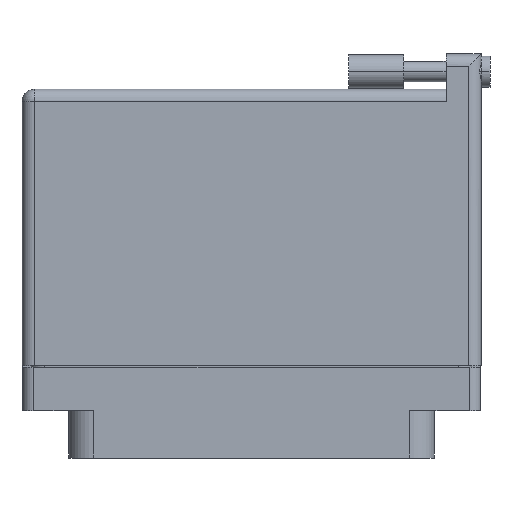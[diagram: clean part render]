
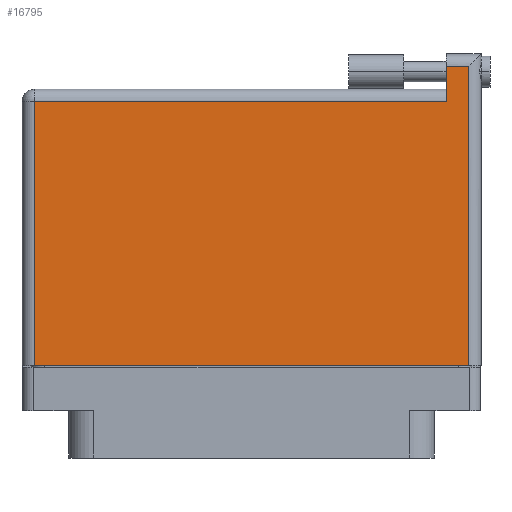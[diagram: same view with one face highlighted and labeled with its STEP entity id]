
A CAD part, front view. The second image highlights one B-rep face of the part: STEP entity #16795.
In plain terms, the highlighted face is planar.
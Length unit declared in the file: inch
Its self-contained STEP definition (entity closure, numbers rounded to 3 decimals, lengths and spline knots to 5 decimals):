
#2 = VECTOR ( 'NONE', #19397, 39.37008 ) ;
#178 = EDGE_CURVE ( 'NONE', #30361, #22543, #19010, .T. ) ;
#1047 = FACE_OUTER_BOUND ( 'NONE', #30592, .T. ) ;
#1889 = ORIENTED_EDGE ( 'NONE', *, *, #16735, .T. ) ;
#2868 = VECTOR ( 'NONE', #11886, 39.37008 ) ;
#3274 = CARTESIAN_POINT ( 'NONE',  ( 1.103, 1.396, 0.4495 ) ) ;
#4841 = EDGE_CURVE ( 'NONE', #15744, #30361, #39130, .T. ) ;
#8655 = DIRECTION ( 'NONE',  ( -1., 0., 0. ) ) ;
#9107 = VECTOR ( 'NONE', #33194, 39.37008 ) ;
#10919 = CARTESIAN_POINT ( 'NONE',  ( -1.3, -0.1, 0.4495 ) ) ;
#11731 = LINE ( 'NONE', #32001, #50315 ) ;
#11886 = DIRECTION ( 'NONE',  ( 0., -1., 0. ) ) ;
#12477 = CARTESIAN_POINT ( 'NONE',  ( -1.23, -0.1, 0.4495 ) ) ;
#14186 = ORIENTED_EDGE ( 'NONE', *, *, #4841, .T. ) ;
#14596 = VERTEX_POINT ( 'NONE', #42639 ) ;
#14772 = EDGE_CURVE ( 'NONE', #31425, #48793, #46746, .T. ) ;
#14875 = DIRECTION ( 'NONE',  ( 1., 0., 0. ) ) ;
#15647 = CARTESIAN_POINT ( 'NONE',  ( 1.23, -0.1, 0.4495 ) ) ;
#15687 = CARTESIAN_POINT ( 'NONE',  ( 1.103, 1.666, 0.4495 ) ) ;
#15744 = VERTEX_POINT ( 'NONE', #44913 ) ;
#16735 = EDGE_CURVE ( 'NONE', #48793, #14596, #11731, .T. ) ;
#16795 = ADVANCED_FACE ( 'NONE', ( #1047 ), #24835, .F. ) ;
#19010 = LINE ( 'NONE', #25488, #9107 ) ;
#19397 = DIRECTION ( 'NONE',  ( -1., 0., 0. ) ) ;
#20680 = ORIENTED_EDGE ( 'NONE', *, *, #35872, .T. ) ;
#20755 = DIRECTION ( 'NONE',  ( 0., -1., 0. ) ) ;
#22543 = VERTEX_POINT ( 'NONE', #34579 ) ;
#24051 = ORIENTED_EDGE ( 'NONE', *, *, #26771, .T. ) ;
#24835 = PLANE ( 'NONE',  #33335 ) ;
#25394 = ORIENTED_EDGE ( 'NONE', *, *, #178, .T. ) ;
#25488 = CARTESIAN_POINT ( 'NONE',  ( -1.3, 1.396, 0.4495 ) ) ;
#25655 = CARTESIAN_POINT ( 'NONE',  ( -1.23, -0.1, 0.4495 ) ) ;
#26697 = ORIENTED_EDGE ( 'NONE', *, *, #14772, .T. ) ;
#26771 = EDGE_CURVE ( 'NONE', #14596, #15744, #49927, .T. ) ;
#28654 = DIRECTION ( 'NONE',  ( 0., 1., 0. ) ) ;
#30361 = VERTEX_POINT ( 'NONE', #3274 ) ;
#30592 = EDGE_LOOP ( 'NONE', ( #26697, #1889, #24051, #14186, #25394, #20680 ) ) ;
#31425 = VERTEX_POINT ( 'NONE', #25655 ) ;
#32001 = CARTESIAN_POINT ( 'NONE',  ( 1.23, 1.666, 0.4495 ) ) ;
#32181 = CARTESIAN_POINT ( 'NONE',  ( -1.3, 1.466, 0.4495 ) ) ;
#33194 = DIRECTION ( 'NONE',  ( -1., 0., 0. ) ) ;
#33257 = VECTOR ( 'NONE', #14875, 39.37008 ) ;
#33335 = AXIS2_PLACEMENT_3D ( 'NONE', #32181, #40063, #8655 ) ;
#34579 = CARTESIAN_POINT ( 'NONE',  ( -1.23, 1.396, 0.4495 ) ) ;
#35872 = EDGE_CURVE ( 'NONE', #22543, #31425, #44012, .T. ) ;
#37122 = VECTOR ( 'NONE', #20755, 39.37008 ) ;
#39130 = LINE ( 'NONE', #15687, #2868 ) ;
#40063 = DIRECTION ( 'NONE',  ( 0., 0., -1. ) ) ;
#42639 = CARTESIAN_POINT ( 'NONE',  ( 1.23, 1.596, 0.4495 ) ) ;
#44012 = LINE ( 'NONE', #12477, #37122 ) ;
#44913 = CARTESIAN_POINT ( 'NONE',  ( 1.103, 1.596, 0.4495 ) ) ;
#46746 = LINE ( 'NONE', #10919, #33257 ) ;
#47144 = CARTESIAN_POINT ( 'NONE',  ( -1.3, 1.596, 0.4495 ) ) ;
#48793 = VERTEX_POINT ( 'NONE', #15647 ) ;
#49927 = LINE ( 'NONE', #47144, #2 ) ;
#50315 = VECTOR ( 'NONE', #28654, 39.37008 ) ;
